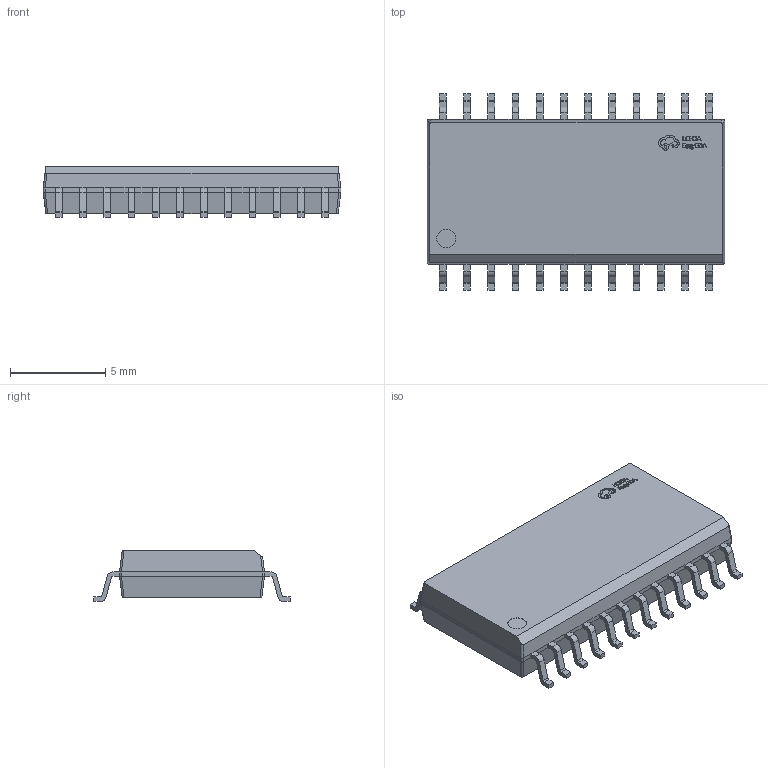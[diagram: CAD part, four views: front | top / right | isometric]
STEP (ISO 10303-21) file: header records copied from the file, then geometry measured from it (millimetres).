
FILE_DESCRIPTION (( 'STEP AP214' ), '1' );
FILE_NAME ('PG-DSO-24_L15.6-W7.6-P1.27-LS10.3-BL.STEP', '2022-08-11T14:25:49', ( '΢���û�' ), ( '΢���й�' ), 'SwSTEP 2.0', 'SolidWorks 2020', '' );
FILE_SCHEMA (( 'AUTOMOTIVE_DESIGN' ));
Length unit declared in the file: millimetre
Products named in the file (1): PG-DSO-24_L15.6-W7.6-P1.27-LS10.3-BL
Bounding box: 15.6 x 10.3 x 2.66 mm (x, y, z)
Volume: 286.8 mm3; surface area: 397.7 mm2
Topology: 1 solids, 1 shells, 590 faces, 1608 edges, 1040 vertices
Faces by surface type: plane 382, cylinder 110, bspline 98
Entity records: 25436 total; most frequent: CARTESIAN_POINT 4641, ORIENTED_EDGE 3216, DIRECTION 2558, EDGE_CURVE 1608, LINE 1180, VECTOR 1180, VERTEX_POINT 1040, AXIS2_PLACEMENT_3D 689
